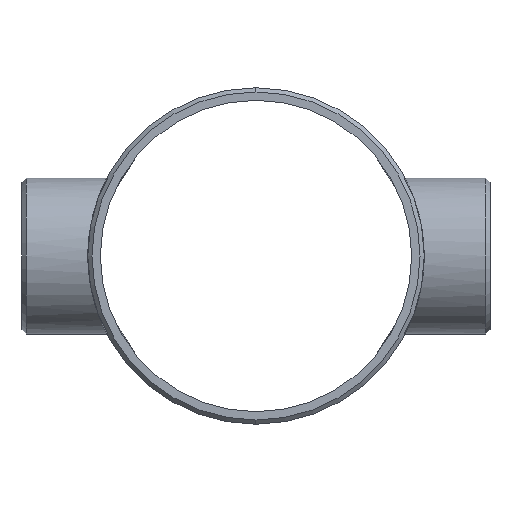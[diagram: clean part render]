
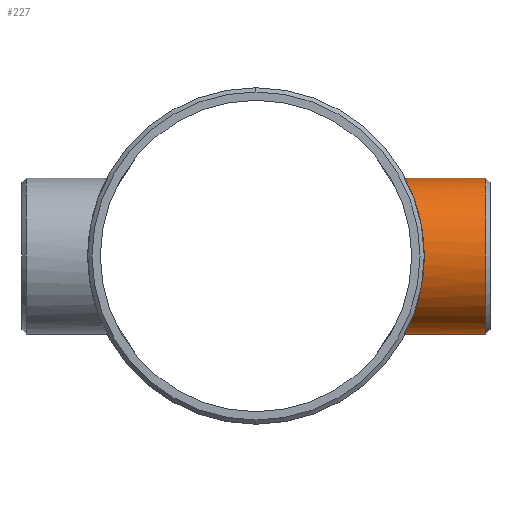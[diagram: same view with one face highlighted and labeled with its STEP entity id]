
A CAD part, left-side view. The second image highlights one B-rep face of the part: STEP entity #227.
In plain terms, the highlighted cylindrical face has radius 50.8 mm (diameter 101.6 mm), a partial arc.
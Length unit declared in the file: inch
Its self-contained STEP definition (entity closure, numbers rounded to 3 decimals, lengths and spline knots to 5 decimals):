
#4 = CARTESIAN_POINT ( 'NONE',  ( 0., -3.82069, -2. ) ) ;
#13 = CARTESIAN_POINT ( 'NONE',  ( -1.50561, -4.10573, -1.32291 ) ) ;
#19 = CARTESIAN_POINT ( 'NONE',  ( -1.58754, -4.13685, -1.2233 ) ) ;
#31 = CARTESIAN_POINT ( 'NONE',  ( 0., -5.89267, 2. ) ) ;
#64 = CARTESIAN_POINT ( 'NONE',  ( -0.65062, -3.87387, 1.89577 ) ) ;
#75 = CARTESIAN_POINT ( 'NONE',  ( -1.9826, -4.30446, 0.26536 ) ) ;
#103 = CARTESIAN_POINT ( 'NONE',  ( -1.99667, -4.31095, 0.13315 ) ) ;
#107 = CARTESIAN_POINT ( 'NONE',  ( -1.96726, -4.29741, -0.36192 ) ) ;
#126 = CARTESIAN_POINT ( 'NONE',  ( -1.69582, -4.18, -1.06225 ) ) ;
#141 = DIRECTION ( 'NONE',  ( 0., 1., 0. ) ) ;
#171 = CARTESIAN_POINT ( 'NONE',  ( -1.81988, -4.23192, 0.83203 ) ) ;
#176 = CARTESIAN_POINT ( 'NONE',  ( -1.32007, -4.04224, 1.50282 ) ) ;
#187 = CARTESIAN_POINT ( 'NONE',  ( -0.52539, -3.85449, 1.93428 ) ) ;
#196 = DIRECTION ( 'NONE',  ( 0., 1., 0. ) ) ;
#202 = CARTESIAN_POINT ( 'NONE',  ( -0.26744, -3.82946, -1.98317 ) ) ;
#207 = CARTESIAN_POINT ( 'NONE',  ( -1.99997, -4.31248, 0.06708 ) ) ;
#211 = CARTESIAN_POINT ( 'NONE',  ( -1.83269, -4.23748, -0.80145 ) ) ;
#218 = CARTESIAN_POINT ( 'NONE',  ( -1.72946, -4.19379, -1.00661 ) ) ;
#226 = CARTESIAN_POINT ( 'NONE',  ( -0.89168, -3.92297, -1.79141 ) ) ;
#227 = ADVANCED_FACE ( 'NONE', ( #660 ), #458, .T. ) ;
#241 = DIRECTION ( 'NONE',  ( 0., 1., 0. ) ) ;
#260 = LINE ( 'NONE', #756, #1223 ) ;
#266 = VERTEX_POINT ( 'NONE', #369 ) ;
#270 = CARTESIAN_POINT ( 'NONE',  ( -1.74508, -4.20033, 0.97764 ) ) ;
#295 = VERTEX_POINT ( 'NONE', #1067 ) ;
#297 = CARTESIAN_POINT ( 'NONE',  ( -1.29546, -4.03427, 1.52408 ) ) ;
#303 = DIRECTION ( 'NONE',  ( 0., 0., -1. ) ) ;
#304 = CARTESIAN_POINT ( 'NONE',  ( -0.36352, -3.83781, 1.96696 ) ) ;
#310 = AXIS2_PLACEMENT_3D ( 'NONE', #1085, #1002, #303 ) ;
#318 = CARTESIAN_POINT ( 'NONE',  ( -1.89583, -4.26494, -0.65038 ) ) ;
#331 = CARTESIAN_POINT ( 'NONE',  ( 0., -3.82069, -2. ) ) ;
#369 = CARTESIAN_POINT ( 'NONE',  ( 0., -3.82069, 2. ) ) ;
#390 = CARTESIAN_POINT ( 'NONE',  ( -1.67764, -4.17275, 1.0893 ) ) ;
#432 = CARTESIAN_POINT ( 'NONE',  ( -1.06164, -3.96511, -1.69619 ) ) ;
#435 = ORIENTED_EDGE ( 'NONE', *, *, #1226, .T. ) ;
#439 = CARTESIAN_POINT ( 'NONE',  ( -1.222, -4.01004, -1.58849 ) ) ;
#458 = CYLINDRICAL_SURFACE ( 'NONE', #668, 2. ) ;
#511 = CARTESIAN_POINT ( 'NONE',  ( -0.65099, -3.87394, -1.89561 ) ) ;
#519 = CARTESIAN_POINT ( 'NONE',  ( -1.93447, -4.28244, -0.52491 ) ) ;
#526 = ORIENTED_EDGE ( 'NONE', *, *, #975, .T. ) ;
#536 = CARTESIAN_POINT ( 'NONE',  ( -1.77611, -4.21332, -0.92006 ) ) ;
#573 = CARTESIAN_POINT ( 'NONE',  ( -1.7288, -4.19359, 1.00614 ) ) ;
#577 = CARTESIAN_POINT ( 'NONE',  ( -1.5057, -4.10578, 1.3227 ) ) ;
#614 = CARTESIAN_POINT ( 'NONE',  ( -1.81931, -4.23171, -0.83138 ) ) ;
#631 = CARTESIAN_POINT ( 'NONE',  ( -0.13418, -3.82246, -1.99662 ) ) ;
#636 = CARTESIAN_POINT ( 'NONE',  ( -1.98292, -4.3046, -0.26296 ) ) ;
#649 = CARTESIAN_POINT ( 'NONE',  ( 0., -3.82069, 2. ) ) ;
#655 = ORIENTED_EDGE ( 'NONE', *, *, #1082, .F. ) ;
#660 = FACE_OUTER_BOUND ( 'NONE', #1240, .T. ) ;
#661 = CARTESIAN_POINT ( 'NONE',  ( -0.13219, -3.8224, 1.99674 ) ) ;
#668 = AXIS2_PLACEMENT_3D ( 'NONE', #1039, #141, #767 ) ;
#672 = ORIENTED_EDGE ( 'NONE', *, *, #724, .T. ) ;
#677 = CARTESIAN_POINT ( 'NONE',  ( -1.79178, -4.21987, 0.89098 ) ) ;
#683 = CARTESIAN_POINT ( 'NONE',  ( -1.36818, -4.05821, 1.45916 ) ) ;
#689 = CARTESIAN_POINT ( 'NONE',  ( -0.92041, -3.92989, 1.77592 ) ) ;
#724 = EDGE_CURVE ( 'NONE', #830, #266, #260, .T. ) ;
#739 = CARTESIAN_POINT ( 'NONE',  ( -1.98701, -4.30649, -0.22997 ) ) ;
#756 = CARTESIAN_POINT ( 'NONE',  ( 0., -6., 2. ) ) ;
#767 = DIRECTION ( 'NONE',  ( 0., 0., -1. ) ) ;
#768 = CARTESIAN_POINT ( 'NONE',  ( -0.80212, -3.90387, 1.8324 ) ) ;
#783 = CARTESIAN_POINT ( 'NONE',  ( -1.6951, -4.17981, 1.06193 ) ) ;
#796 = CARTESIAN_POINT ( 'NONE',  ( -0.23174, -3.82757, 1.98681 ) ) ;
#805 = CARTESIAN_POINT ( 'NONE',  ( -0.83223, -3.91017, 1.81892 ) ) ;
#823 = CARTESIAN_POINT ( 'NONE',  ( -2.00003, -4.31252, -0.06499 ) ) ;
#828 = CARTESIAN_POINT ( 'NONE',  ( -1.32147, -4.04184, -1.50687 ) ) ;
#830 = VERTEX_POINT ( 'NONE', #31 ) ;
#832 = CARTESIAN_POINT ( 'NONE',  ( -1.00631, -3.9506, -1.72962 ) ) ;
#845 = CARTESIAN_POINT ( 'NONE',  ( -0.52629, -3.85463, -1.93399 ) ) ;
#875 = CIRCLE ( 'NONE', #310, 2. ) ;
#885 = CARTESIAN_POINT ( 'NONE',  ( -1.93394, -4.2822, 0.52674 ) ) ;
#916 = CARTESIAN_POINT ( 'NONE',  ( -1.99681, -4.31102, -0.131 ) ) ;
#924 = CARTESIAN_POINT ( 'NONE',  ( -0.83209, -3.9098, -1.81987 ) ) ;
#975 = EDGE_CURVE ( 'NONE', #295, #830, #875, .T. ) ;
#976 = CARTESIAN_POINT ( 'NONE',  ( -1.96681, -4.29721, 0.36434 ) ) ;
#1001 = VECTOR ( 'NONE', #196, 39.37008 ) ;
#1002 = DIRECTION ( 'NONE',  ( 0., 1., 0. ) ) ;
#1010 = CARTESIAN_POINT ( 'NONE',  ( -1.79104, -4.21964, -0.89064 ) ) ;
#1011 = B_SPLINE_CURVE_WITH_KNOTS ( 'NONE', 3,
 ( #649, #1040, #661, #796, #1282, #1086, #304, #187, #64, #768, #805, #1171, #689, #1066, #1093, #1192, #1081, #297, #176, #683, #1072, #577, #1256, #390, #783, #573, #270, #677, #171, #1262, #885, #976, #1185, #75, #1119, #103, #207, #823, #916, #739, #636, #1032, #107, #519, #318, #211, #614, #1010, #536, #218, #126, #19, #13, #828, #439, #432, #832, #226, #924, #511, #845, #1104, #202, #631, #1221, #331 ),
 .UNSPECIFIED., .F., .F.,
 ( 4, 2, 2, 2, 2, 2, 2, 2, 2, 2, 2, 2, 2, 2, 2, 2, 2, 2, 2, 2, 2, 2, 2, 2, 2, 2, 2, 2, 2, 2, 2, 2, 4 ),
 ( 0.16115, 0.16618, 0.1687, 0.17121, 0.18127, 0.18378, 0.1863, 0.19133, 0.19636, 0.19887, 0.20139, 0.21145, 0.21396, 0.21648, 0.22151, 0.23156, 0.23408, 0.23659, 0.24162, 0.24665, 0.24917, 0.25168, 0.26174, 0.26426, 0.26677, 0.2718, 0.28186, 0.29192, 0.29695, 0.30198, 0.31204, 0.31707, 0.3221 ),
 .UNSPECIFIED. ) ;
#1032 = CARTESIAN_POINT ( 'NONE',  ( -1.97305, -4.30007, -0.32891 ) ) ;
#1039 = CARTESIAN_POINT ( 'NONE',  ( 0., -6., 0. ) ) ;
#1040 = CARTESIAN_POINT ( 'NONE',  ( -0.06601, -3.82069, 2. ) ) ;
#1066 = CARTESIAN_POINT ( 'NONE',  ( -1.00622, -3.95058, 1.72967 ) ) ;
#1067 = CARTESIAN_POINT ( 'NONE',  ( 0., -5.89267, -2. ) ) ;
#1072 = CARTESIAN_POINT ( 'NONE',  ( -1.3916, -4.06617, 1.43683 ) ) ;
#1081 = CARTESIAN_POINT ( 'NONE',  ( -1.22045, -4.0106, 1.58578 ) ) ;
#1082 = EDGE_CURVE ( 'NONE', #295, #1132, #1194, .T. ) ;
#1085 = CARTESIAN_POINT ( 'NONE',  ( 0., -5.89267, 0. ) ) ;
#1086 = CARTESIAN_POINT ( 'NONE',  ( -0.33087, -3.83485, 1.97272 ) ) ;
#1093 = CARTESIAN_POINT ( 'NONE',  ( -1.06156, -3.96509, 1.69625 ) ) ;
#1095 = CARTESIAN_POINT ( 'NONE',  ( 0., -6., -2. ) ) ;
#1104 = CARTESIAN_POINT ( 'NONE',  ( -0.33294, -3.83463, -1.97319 ) ) ;
#1119 = CARTESIAN_POINT ( 'NONE',  ( -1.98674, -4.30637, 0.2323 ) ) ;
#1132 = VERTEX_POINT ( 'NONE', #4 ) ;
#1171 = CARTESIAN_POINT ( 'NONE',  ( -0.89134, -3.92318, 1.7907 ) ) ;
#1185 = CARTESIAN_POINT ( 'NONE',  ( -1.97262, -4.29987, 0.33149 ) ) ;
#1192 = CARTESIAN_POINT ( 'NONE',  ( -1.16867, -3.9951, 1.6243 ) ) ;
#1194 = LINE ( 'NONE', #1095, #1001 ) ;
#1221 = CARTESIAN_POINT ( 'NONE',  ( -0.06704, -3.82069, -2. ) ) ;
#1223 = VECTOR ( 'NONE', #241, 39.37008 ) ;
#1226 = EDGE_CURVE ( 'NONE', #266, #1132, #1011, .T. ) ;
#1240 = EDGE_LOOP ( 'NONE', ( #526, #672, #435, #655 ) ) ;
#1256 = CARTESIAN_POINT ( 'NONE',  ( -1.58737, -4.13679, 1.22352 ) ) ;
#1262 = CARTESIAN_POINT ( 'NONE',  ( -1.89535, -4.26473, 0.65165 ) ) ;
#1282 = CARTESIAN_POINT ( 'NONE',  ( -0.26504, -3.82973, 1.98264 ) ) ;
